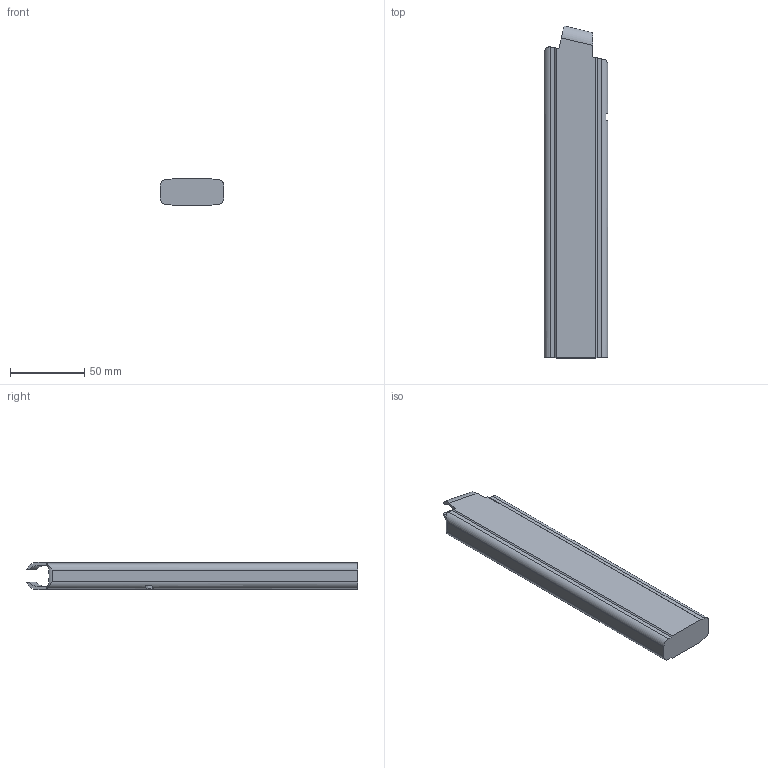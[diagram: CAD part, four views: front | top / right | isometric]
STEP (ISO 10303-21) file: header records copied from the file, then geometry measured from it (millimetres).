
FILE_DESCRIPTION (( 'STEP AP203' ), '1' );
FILE_NAME ('OFD_Slim_Angled_Talon.STEP', '2022-08-08T13:49:03', ( '' ), ( '' ), 'SwSTEP 2.0', 'SolidWorks 2020', '' );
FILE_SCHEMA (( 'CONFIG_CONTROL_DESIGN' ));
Length unit declared in the file: millimetre
Products named in the file (1): OFD_Slim_Angled_Talon
Bounding box: 43 x 224.06 x 18.5 mm (x, y, z)
Volume: 155703.5 mm3; surface area: 26470.4 mm2
Topology: 1 solids, 1 shells, 47 faces, 129 edges, 84 vertices
Faces by surface type: plane 36, cylinder 9, bspline 2
Entity records: 1664 total; most frequent: CARTESIAN_POINT 429, ORIENTED_EDGE 258, DIRECTION 217, EDGE_CURVE 129, LINE 97, VECTOR 97, VERTEX_POINT 84, AXIS2_PLACEMENT_3D 60
